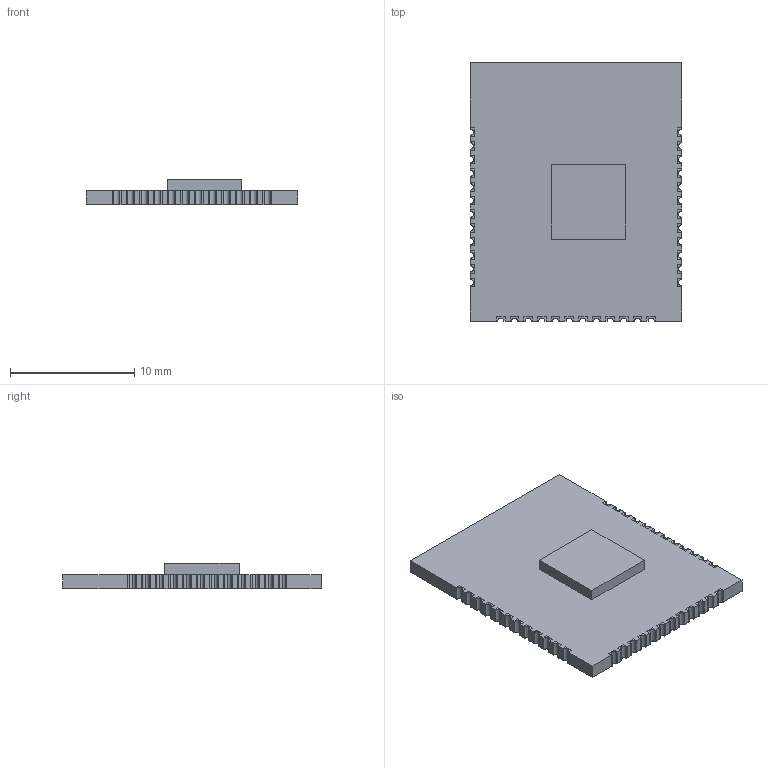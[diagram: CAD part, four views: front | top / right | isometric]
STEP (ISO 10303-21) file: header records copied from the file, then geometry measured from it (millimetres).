
FILE_DESCRIPTION(('FreeCAD Model'),'2;1');
FILE_NAME('Core51822_B.step','2019-07-09T19:05:11',('Author'),(''), 'Open CASCADE STEP processor 7.3','FreeCAD','Unknown');
FILE_SCHEMA(('AUTOMOTIVE_DESIGN { 1 0 10303 214 1 1 1 1 }'));
Length unit declared in the file: millimetre
Products named in the file (3): MCU001; Cut; Cut001
Bounding box: 17.02 x 20.81 x 2.02 mm (x, y, z)
Volume: 430.5 mm3; surface area: 999.3 mm2
Topology: 38 solids, 38 shells, 408 faces, 996 edges, 664 vertices
Faces by surface type: plane 300, cylinder 108
Entity records: 14723 total; most frequent: CARTESIAN_POINT 2069, DIRECTION 2030, ORIENTED_EDGE 1992, EDGE_CURVE 996, LINE 780, VECTOR 780, VERTEX_POINT 664, AXIS2_PLACEMENT_3D 625
